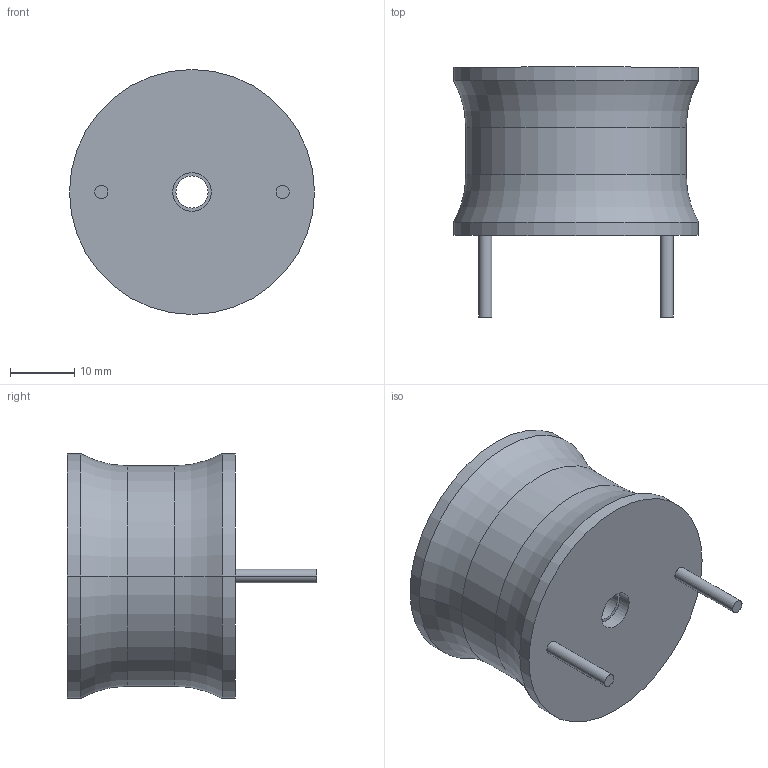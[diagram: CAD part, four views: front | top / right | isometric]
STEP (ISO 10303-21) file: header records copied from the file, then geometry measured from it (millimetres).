
FILE_DESCRIPTION((''),'2;1');
FILE_NAME('1140-1R8M-RC_THRU_1140-5R6M-RC','2012-08-09T',('ryans'),('Bourns, Inc.'),'PRO/ENGINEER BY PARAMETRIC TECHNOLOGY CORPORATION, 2010100','PRO/ENGINEER BY PARAMETRIC TECHNOLOGY CORPORATION, 2010100','');
FILE_SCHEMA(('CONFIG_CONTROL_DESIGN'));
Length unit declared in the file: inch
Products named in the file (1): 1140-1R8M-RC_THRU_1140-5R6M-RC
Bounding box: 38.1 x 38.86 x 38.1 mm (x, y, z)
Volume: 25595 mm3; surface area: 5826.2 mm2
Topology: 1 solids, 1 shells, 26 faces, 52 edges, 32 vertices
Faces by surface type: cylinder 16, plane 6, torus 4
Entity records: 732 total; most frequent: DIRECTION 140, CARTESIAN_POINT 110, ORIENTED_EDGE 104, AXIS2_PLACEMENT_3D 62, EDGE_CURVE 52, CIRCLE 36, VERTEX_POINT 32, EDGE_LOOP 32
